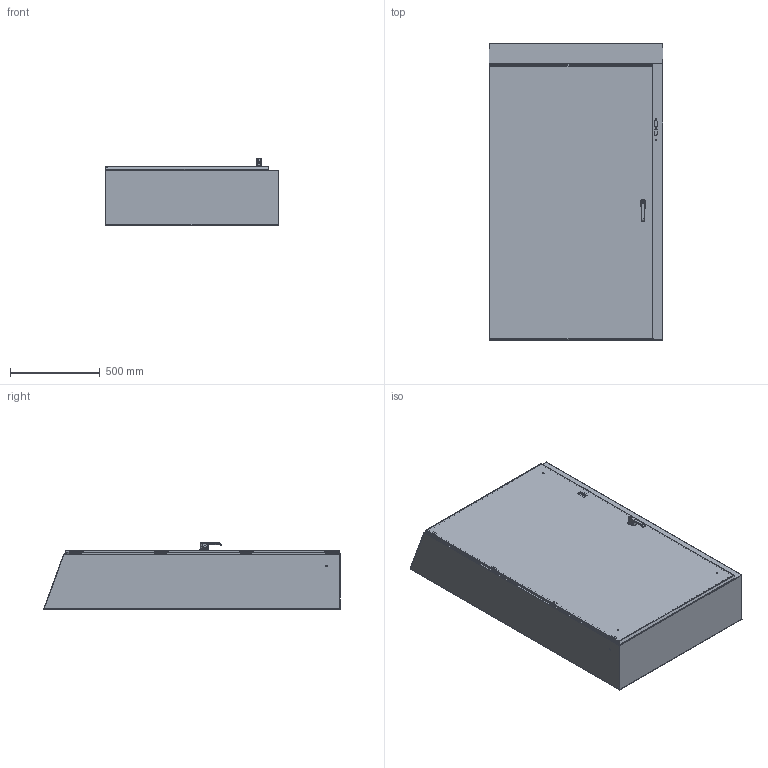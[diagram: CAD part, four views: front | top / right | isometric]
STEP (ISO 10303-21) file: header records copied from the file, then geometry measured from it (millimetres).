
FILE_DESCRIPTION(/* description */ ('N412,SD,ULTIMATE,SLOPE TOP, DISCONNECT, BACK & 3 SIDES, 60X38X12'),/* implementation_level */ '2;1');
FILE_NAME(/* name */ 'N412603812CSTD.stp',/* time_stamp */ '2015-06-08T11:01:10-05:00',/* author */ ('jwafer'),/* organization */ (''),/* preprocessor_version */ 'ST-DEVELOPER v15.2',/* originating_system */ 'Autodesk Inventor 2014',/* authorisation */ '');
FILE_SCHEMA (('AUTOMOTIVE_DESIGN { 1 0 10303 214 3 1 1 }'));
Products named in the file (48): N412603812CSTDBLR; 388150; N4123812CSTDTOP; 38846; N4126038CSTDLID; 17376 PIN; HFW328175; 17380 SCREW; 17723 BOX LEAF; 17723-UTI BRACKET; 17910 SEALING WASHER; HFW328176; HFW3161; 1000-02; 1000-23; 1000-277-03; 1000-458; 1000-458-SCHAUM; 1000-459; 1044-03-01; 1044-04-16; 1044-07-02; 1044-07; DIN3771_15X3_5; HFW351101; 388115; HFW3092; HFW30017-30035; HFW3034; 37268; HFW31714_CAM; HFW31714_SCREW; HFW31714_SPACER; HFW31714_WASHER; HFW31714_NUT; HFW31714 (LEFT HINGE); HFW31713; HFW31713_SCREW; HFW31713_SPACER; HFW31713_WASHER ...
Bounding box: 965.2 x 1648.34 x 367.82 mm (x, y, z)
Volume: 9384446 mm3; surface area: 9930891.8 mm2
Topology: 93 solids, 94 shells, 3129 faces, 7604 edges, 4693 vertices
Faces by surface type: plane 1174, cylinder 1143, cone 445, bspline 260, torus 91, sphere 16
Full cylindrical faces by diameter (mm): 2.362 x8, 2.6 x1, 3.175 x5, 3.317 x136, 3.683 x6, 3.861 x8, 3.962 x7, 4.166 x136, 4.25 x9, 4.366 x8, 4.572 x10, 4.762 x8, 4.826 x4, 4.978 x3, 5 x3, 5.1 x1, 5.359 x3, 5.5 x1, 5.6 x1, 5.715 x6, 5.8 x1, 6.35 x20, 6.502 x8, 6.985 x8, 7.137 x2, 7.62 x14, 7.798 x2, 7.938 x3, 8.128 x12, 8.382 x4
Entity records: 53209 total; most frequent: CARTESIAN_POINT 18354, DIRECTION 7015, ORIENTED_EDGE 6678, EDGE_CURVE 3339, AXIS2_PLACEMENT_3D 2611, VERTEX_POINT 2196, EDGE_LOOP 1869, LINE 1793
